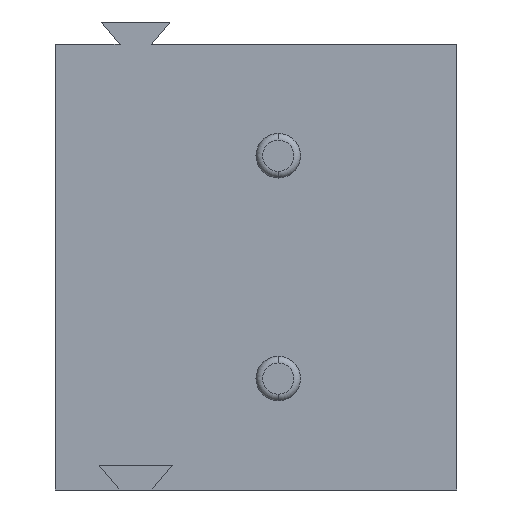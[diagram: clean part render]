
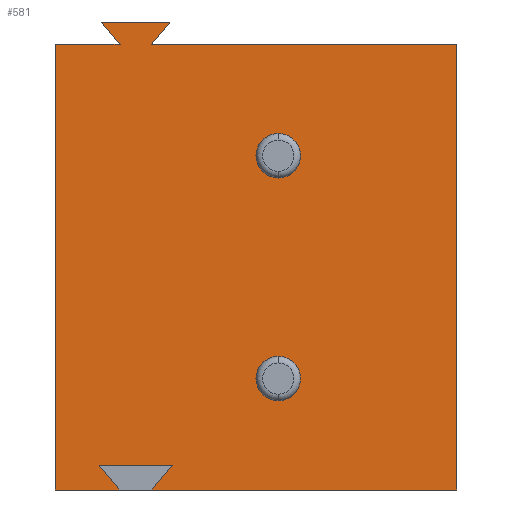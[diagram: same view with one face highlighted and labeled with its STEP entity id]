
A CAD part, front view. The second image highlights one B-rep face of the part: STEP entity #581.
In plain terms, the highlighted planar face has unit normal (0, -1, 0).
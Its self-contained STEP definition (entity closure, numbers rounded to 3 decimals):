
#27 = EDGE_CURVE ( 'NONE', #296, #1230, #3159, .T. ) ;
#190 = CARTESIAN_POINT ( 'NONE',  ( 5., 0., 14.5 ) ) ;
#230 = DIRECTION ( 'NONE',  ( -0.643, 0., 0.766 ) ) ;
#267 = ORIENTED_EDGE ( 'NONE', *, *, #27, .F. ) ;
#282 = ORIENTED_EDGE ( 'NONE', *, *, #530, .T. ) ;
#296 = VERTEX_POINT ( 'NONE', #190 ) ;
#315 = AXIS2_PLACEMENT_3D ( 'NONE', #418, #2099, #916 ) ;
#343 = LINE ( 'NONE', #1971, #3832 ) ;
#400 = VECTOR ( 'NONE', #5189, 1000. ) ;
#418 = CARTESIAN_POINT ( 'NONE',  ( 5., 0., 20. ) ) ;
#420 = PLANE ( 'NONE',  #2368 ) ;
#422 = CIRCLE ( 'NONE', #315, 0.5 ) ;
#530 = EDGE_CURVE ( 'NONE', #3952, #4460, #4755, .T. ) ;
#545 = VERTEX_POINT ( 'NONE', #2795 ) ;
#564 = CARTESIAN_POINT ( 'NONE',  ( 1.44, 0., 12.5 ) ) ;
#581 = ADVANCED_FACE ( 'NONE', ( #3577, #2763, #4939 ), #420, .T. ) ;
#682 = VECTOR ( 'NONE', #3329, 1000. ) ;
#763 = DIRECTION ( 'NONE',  ( -1., 0., 0. ) ) ;
#800 = CARTESIAN_POINT ( 'NONE',  ( 5., 0., 15. ) ) ;
#876 = EDGE_CURVE ( 'NONE', #4460, #1519, #4471, .T. ) ;
#916 = DIRECTION ( 'NONE',  ( 0., 0., -1. ) ) ;
#961 = ORIENTED_EDGE ( 'NONE', *, *, #5178, .F. ) ;
#977 = CARTESIAN_POINT ( 'NONE',  ( 9., 0., 22.5 ) ) ;
#1011 = CARTESIAN_POINT ( 'NONE',  ( 5., 0., 19.5 ) ) ;
#1021 = CARTESIAN_POINT ( 'NONE',  ( 2.15, 0., 22.5 ) ) ;
#1092 = DIRECTION ( 'NONE',  ( 1., 0., 0. ) ) ;
#1230 = VERTEX_POINT ( 'NONE', #1271 ) ;
#1238 = VERTEX_POINT ( 'NONE', #1021 ) ;
#1261 = LINE ( 'NONE', #4294, #3213 ) ;
#1263 = ORIENTED_EDGE ( 'NONE', *, *, #1422, .T. ) ;
#1271 = CARTESIAN_POINT ( 'NONE',  ( 5., 0., 15.5 ) ) ;
#1272 = VERTEX_POINT ( 'NONE', #4744 ) ;
#1288 = ORIENTED_EDGE ( 'NONE', *, *, #1740, .F. ) ;
#1314 = EDGE_CURVE ( 'NONE', #1719, #545, #2256, .T. ) ;
#1368 = ORIENTED_EDGE ( 'NONE', *, *, #5081, .T. ) ;
#1399 = VECTOR ( 'NONE', #2760, 1000. ) ;
#1420 = CARTESIAN_POINT ( 'NONE',  ( 5., 0., 15. ) ) ;
#1422 = EDGE_CURVE ( 'NONE', #1719, #1272, #4830, .T. ) ;
#1500 = VECTOR ( 'NONE', #5064, 1000. ) ;
#1519 = VERTEX_POINT ( 'NONE', #1613 ) ;
#1572 = DIRECTION ( 'NONE',  ( -1., 0., 0. ) ) ;
#1608 = LINE ( 'NONE', #2813, #2002 ) ;
#1613 = CARTESIAN_POINT ( 'NONE',  ( 2.622, 0., 13.05 ) ) ;
#1668 = CARTESIAN_POINT ( 'NONE',  ( 9., 0., 12.5 ) ) ;
#1695 = CARTESIAN_POINT ( 'NONE',  ( 9., 0., 22.5 ) ) ;
#1719 = VERTEX_POINT ( 'NONE', #3561 ) ;
#1740 = EDGE_CURVE ( 'NONE', #545, #4074, #1608, .T. ) ;
#1746 = EDGE_CURVE ( 'NONE', #4074, #1238, #5250, .T. ) ;
#1971 = CARTESIAN_POINT ( 'NONE',  ( 9., 0., 12.5 ) ) ;
#1976 = DIRECTION ( 'NONE',  ( -0.643, 0., -0.766 ) ) ;
#2002 = VECTOR ( 'NONE', #1092, 1000. ) ;
#2045 = DIRECTION ( 'NONE',  ( 1., 0., 0. ) ) ;
#2099 = DIRECTION ( 'NONE',  ( 0., 1., 0. ) ) ;
#2138 = CARTESIAN_POINT ( 'NONE',  ( 9., 0., 12.5 ) ) ;
#2166 = CIRCLE ( 'NONE', #2885, 0.5 ) ;
#2172 = LINE ( 'NONE', #2259, #4840 ) ;
#2230 = DIRECTION ( 'NONE',  ( -0.643, 0., -0.766 ) ) ;
#2256 = LINE ( 'NONE', #3539, #5228 ) ;
#2259 = CARTESIAN_POINT ( 'NONE',  ( 2.442, 0., 12.836 ) ) ;
#2272 = EDGE_LOOP ( 'NONE', ( #3464, #3978 ) ) ;
#2304 = CARTESIAN_POINT ( 'NONE',  ( 0., 0., 22.5 ) ) ;
#2368 = AXIS2_PLACEMENT_3D ( 'NONE', #1695, #5290, #2045 ) ;
#2424 = EDGE_CURVE ( 'NONE', #3507, #1238, #3989, .T. ) ;
#2457 = EDGE_LOOP ( 'NONE', ( #1368, #3803, #282, #4643, #2775, #961, #2617, #2542, #4743, #1288, #3190, #1263 ) ) ;
#2542 = ORIENTED_EDGE ( 'NONE', *, *, #2424, .T. ) ;
#2595 = EDGE_CURVE ( 'NONE', #3952, #4578, #5360, .T. ) ;
#2617 = ORIENTED_EDGE ( 'NONE', *, *, #4364, .F. ) ;
#2626 = EDGE_CURVE ( 'NONE', #4980, #4679, #422, .T. ) ;
#2653 = DIRECTION ( 'NONE',  ( -1., 0., 0. ) ) ;
#2760 = DIRECTION ( 'NONE',  ( -1., 0., 0. ) ) ;
#2763 = FACE_BOUND ( 'NONE', #2272, .T. ) ;
#2775 = ORIENTED_EDGE ( 'NONE', *, *, #4605, .T. ) ;
#2795 = CARTESIAN_POINT ( 'NONE',  ( 1.03, 0., 23. ) ) ;
#2806 = EDGE_CURVE ( 'NONE', #4679, #4980, #2166, .T. ) ;
#2813 = CARTESIAN_POINT ( 'NONE',  ( 1.309, 0., 23. ) ) ;
#2832 = VECTOR ( 'NONE', #4908, 1000. ) ;
#2885 = AXIS2_PLACEMENT_3D ( 'NONE', #4644, #3477, #3909 ) ;
#2948 = DIRECTION ( 'NONE',  ( 0., 0., -1. ) ) ;
#2962 = AXIS2_PLACEMENT_3D ( 'NONE', #800, #4159, #1572 ) ;
#3159 = CIRCLE ( 'NONE', #4774, 0.5 ) ;
#3187 = CARTESIAN_POINT ( 'NONE',  ( 1.44, 0., 12.5 ) ) ;
#3190 = ORIENTED_EDGE ( 'NONE', *, *, #1314, .F. ) ;
#3196 = CARTESIAN_POINT ( 'NONE',  ( 2.39, 0., 22.786 ) ) ;
#3213 = VECTOR ( 'NONE', #2948, 1000. ) ;
#3315 = VECTOR ( 'NONE', #1976, 1000. ) ;
#3329 = DIRECTION ( 'NONE',  ( -1., 0., 0. ) ) ;
#3383 = CARTESIAN_POINT ( 'NONE',  ( 1.257, 0., 13.05 ) ) ;
#3464 = ORIENTED_EDGE ( 'NONE', *, *, #2626, .T. ) ;
#3477 = DIRECTION ( 'NONE',  ( 0., 1., 0. ) ) ;
#3507 = VERTEX_POINT ( 'NONE', #977 ) ;
#3539 = CARTESIAN_POINT ( 'NONE',  ( 1.45, 0., 22.5 ) ) ;
#3561 = CARTESIAN_POINT ( 'NONE',  ( 1.45, 0., 22.5 ) ) ;
#3577 = FACE_OUTER_BOUND ( 'NONE', #2457, .T. ) ;
#3655 = CARTESIAN_POINT ( 'NONE',  ( 9., 0., 22.5 ) ) ;
#3803 = ORIENTED_EDGE ( 'NONE', *, *, #2595, .F. ) ;
#3832 = VECTOR ( 'NONE', #763, 1000. ) ;
#3909 = DIRECTION ( 'NONE',  ( 0., 0., -1. ) ) ;
#3952 = VERTEX_POINT ( 'NONE', #564 ) ;
#3978 = ORIENTED_EDGE ( 'NONE', *, *, #2806, .T. ) ;
#3989 = LINE ( 'NONE', #3655, #1399 ) ;
#4005 = VERTEX_POINT ( 'NONE', #4232 ) ;
#4074 = VERTEX_POINT ( 'NONE', #4765 ) ;
#4083 = EDGE_LOOP ( 'NONE', ( #267, #4520 ) ) ;
#4084 = CIRCLE ( 'NONE', #2962, 0.5 ) ;
#4159 = DIRECTION ( 'NONE',  ( 0., -1., 0. ) ) ;
#4181 = EDGE_CURVE ( 'NONE', #1230, #296, #4084, .T. ) ;
#4232 = CARTESIAN_POINT ( 'NONE',  ( 2.16, 0., 12.5 ) ) ;
#4268 = CARTESIAN_POINT ( 'NONE',  ( 5., 0., 20.5 ) ) ;
#4278 = VECTOR ( 'NONE', #230, 1000. ) ;
#4294 = CARTESIAN_POINT ( 'NONE',  ( 9., 0., 22.5 ) ) ;
#4364 = EDGE_CURVE ( 'NONE', #3507, #4705, #1261, .T. ) ;
#4385 = LINE ( 'NONE', #2304, #400 ) ;
#4429 = CARTESIAN_POINT ( 'NONE',  ( 9., 0., 22.5 ) ) ;
#4460 = VERTEX_POINT ( 'NONE', #4781 ) ;
#4471 = LINE ( 'NONE', #3383, #1500 ) ;
#4520 = ORIENTED_EDGE ( 'NONE', *, *, #4181, .F. ) ;
#4578 = VERTEX_POINT ( 'NONE', #4579 ) ;
#4579 = CARTESIAN_POINT ( 'NONE',  ( 0., 0., 12.5 ) ) ;
#4605 = EDGE_CURVE ( 'NONE', #1519, #4005, #2172, .T. ) ;
#4643 = ORIENTED_EDGE ( 'NONE', *, *, #876, .T. ) ;
#4644 = CARTESIAN_POINT ( 'NONE',  ( 5., 0., 20. ) ) ;
#4679 = VERTEX_POINT ( 'NONE', #4268 ) ;
#4691 = DIRECTION ( 'NONE',  ( 0., -1., 0. ) ) ;
#4705 = VERTEX_POINT ( 'NONE', #2138 ) ;
#4743 = ORIENTED_EDGE ( 'NONE', *, *, #1746, .F. ) ;
#4744 = CARTESIAN_POINT ( 'NONE',  ( 0., 0., 22.5 ) ) ;
#4755 = LINE ( 'NONE', #3187, #4278 ) ;
#4765 = CARTESIAN_POINT ( 'NONE',  ( 2.57, 0., 23. ) ) ;
#4774 = AXIS2_PLACEMENT_3D ( 'NONE', #1420, #4691, #2653 ) ;
#4781 = CARTESIAN_POINT ( 'NONE',  ( 0.978, 0., 13.05 ) ) ;
#4830 = LINE ( 'NONE', #4429, #2832 ) ;
#4840 = VECTOR ( 'NONE', #2230, 1000. ) ;
#4908 = DIRECTION ( 'NONE',  ( -1., 0., 0. ) ) ;
#4939 = FACE_BOUND ( 'NONE', #4083, .T. ) ;
#4980 = VERTEX_POINT ( 'NONE', #1011 ) ;
#5064 = DIRECTION ( 'NONE',  ( 1., 0., 0. ) ) ;
#5081 = EDGE_CURVE ( 'NONE', #1272, #4578, #4385, .T. ) ;
#5167 = DIRECTION ( 'NONE',  ( -0.643, 0., 0.766 ) ) ;
#5178 = EDGE_CURVE ( 'NONE', #4705, #4005, #343, .T. ) ;
#5189 = DIRECTION ( 'NONE',  ( 0., 0., -1. ) ) ;
#5228 = VECTOR ( 'NONE', #5167, 1000. ) ;
#5250 = LINE ( 'NONE', #3196, #3315 ) ;
#5290 = DIRECTION ( 'NONE',  ( 0., -1., 0. ) ) ;
#5360 = LINE ( 'NONE', #1668, #682 ) ;
